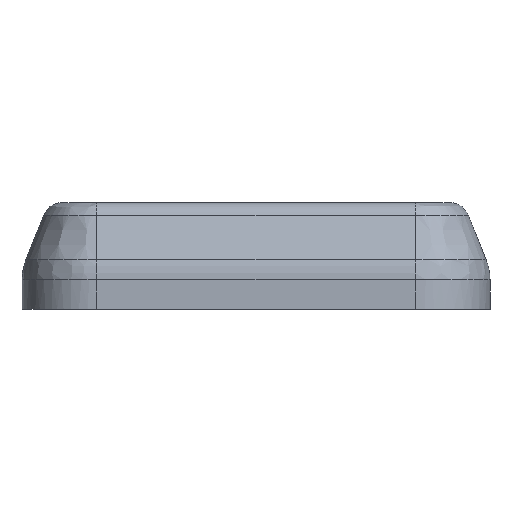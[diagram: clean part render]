
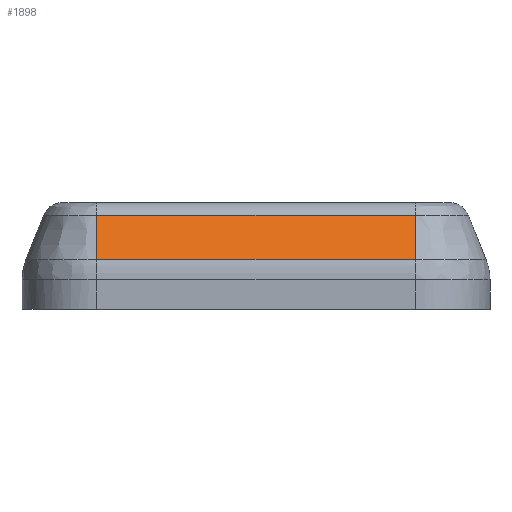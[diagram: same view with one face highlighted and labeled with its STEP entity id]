
A CAD part, left-side view. The second image highlights one B-rep face of the part: STEP entity #1898.
In plain terms, the highlighted planar face has unit normal (-0.928, 0, 0.371).
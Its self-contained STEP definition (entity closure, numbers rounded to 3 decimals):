
#173=PLANE('',#2063);
#287=FACE_OUTER_BOUND('',#406,.T.);
#406=EDGE_LOOP('',(#1685,#1686,#1687,#1688));
#530=LINE('',#3728,#693);
#597=LINE('',#4608,#760);
#599=LINE('',#5049,#762);
#600=LINE('',#5051,#763);
#693=VECTOR('',#2318,10.);
#760=VECTOR('',#2493,10.);
#762=VECTOR('',#2511,10.);
#763=VECTOR('',#2514,10.);
#867=VERTEX_POINT('',#3691);
#869=VERTEX_POINT('',#3726);
#926=VERTEX_POINT('',#4582);
#927=VERTEX_POINT('',#4606);
#1086=EDGE_CURVE('',#869,#867,#530,.T.);
#1186=EDGE_CURVE('',#927,#926,#597,.T.);
#1194=EDGE_CURVE('',#926,#869,#599,.T.);
#1195=EDGE_CURVE('',#927,#867,#600,.T.);
#1685=ORIENTED_EDGE('',*,*,#1086,.F.);
#1686=ORIENTED_EDGE('',*,*,#1194,.F.);
#1687=ORIENTED_EDGE('',*,*,#1186,.F.);
#1688=ORIENTED_EDGE('',*,*,#1195,.T.);
#1898=ADVANCED_FACE('',(#287),#173,.T.);
#2063=AXIS2_PLACEMENT_3D('',#5050,#2512,#2513);
#2318=DIRECTION('',(0.,1.,0.));
#2493=DIRECTION('',(0.,-1.,0.));
#2511=DIRECTION('',(-0.371,0.,-0.928));
#2512=DIRECTION('center_axis',(-0.928,0.,
0.371));
#2513=DIRECTION('ref_axis',(0.371,0.,0.928));
#2514=DIRECTION('',(-0.371,0.,-0.928));
#3691=CARTESIAN_POINT('',(8.411,25.4,0.715));
#3726=CARTESIAN_POINT('',(8.411,1.6,0.715));
#3728=CARTESIAN_POINT('',(8.411,22.425,0.715));
#4582=CARTESIAN_POINT('',(9.748,1.6,4.057));
#4606=CARTESIAN_POINT('',(9.748,25.4,4.057));
#4608=CARTESIAN_POINT('',(9.748,16.475,4.057));
#5049=CARTESIAN_POINT('',(10.125,1.6,5.));
#5050=CARTESIAN_POINT('Origin',(9.125,19.45,2.5));
#5051=CARTESIAN_POINT('',(10.125,25.4,5.));
